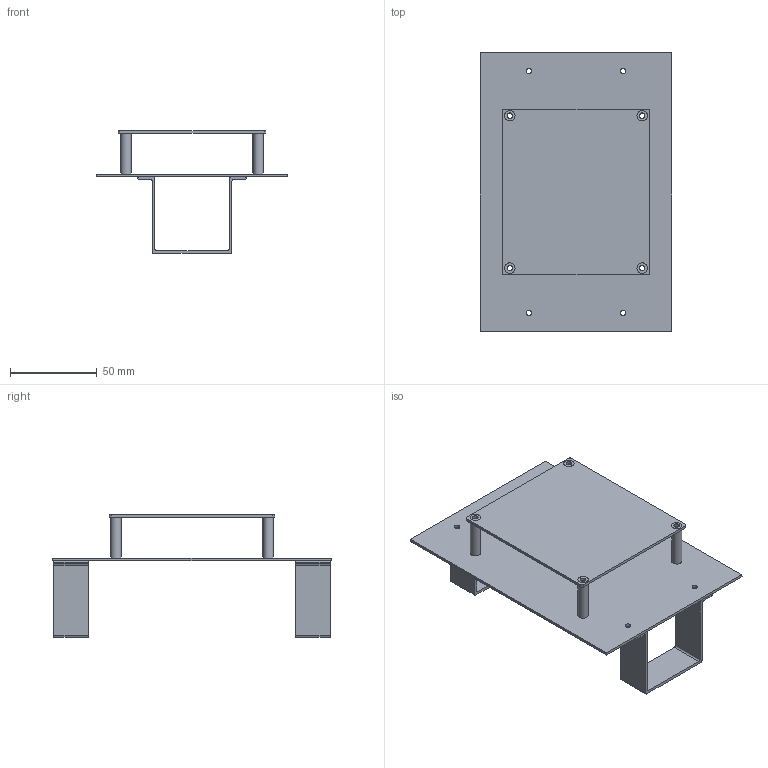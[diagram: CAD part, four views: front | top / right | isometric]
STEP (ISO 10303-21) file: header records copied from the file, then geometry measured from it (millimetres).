
FILE_DESCRIPTION(/* description */ ('STEP AP242','CAx-IF Rec.Pracs.---Representation and Presentation of Product Manufacturing Information (PMI)---4.0---2014-10-13','CAx-IF Rec.Pracs.---3D Tessellated Geometry---0.4---2014-09-14','2;1'),/* implementation_level */ '2;1');
FILE_NAME(/* name */ '66899999305b7b4e64eae12c',/* time_stamp */ '2024-07-06T19:23:06Z',/* author */ (''),/* organization */ (''),/* preprocessor_version */ 'ST-DEVELOPER v20',/* originating_system */ ' ',/* authorisation */ ' ');
FILE_SCHEMA (('AP242_MANAGED_MODEL_BASED_3D_ENGINEERING_MIM_LF { 1 0 10303 442 1 1 4 }'));
Length unit declared in the file: metre
Products named in the file (5): Assembly 1; Plate; Spacer 1; Clip
Assembly tree (8 placements, depth 2):
  Assembly 1
    Plate
    Spacer 1  x4
    Plate
    Clip  x2
Bounding box: 110 x 160 x 70.7 mm (x, y, z)
Volume: 52412 mm3; surface area: 68462.2 mm2
Topology: 8 solids, 8 shells, 96 faces, 240 edges, 160 vertices
Faces by surface type: cylinder 52, plane 44
Full cylindrical faces by diameter (mm): 3 x4, 3.2 x16, 6 x4
Entity records: 1932 total; most frequent: DIRECTION 332, CARTESIAN_POINT 301, ORIENTED_EDGE 268, EDGE_CURVE 134, AXIS2_PLACEMENT_3D 131, EDGE_LOOP 104, FACE_BOUND 104, VERTEX_POINT 100
